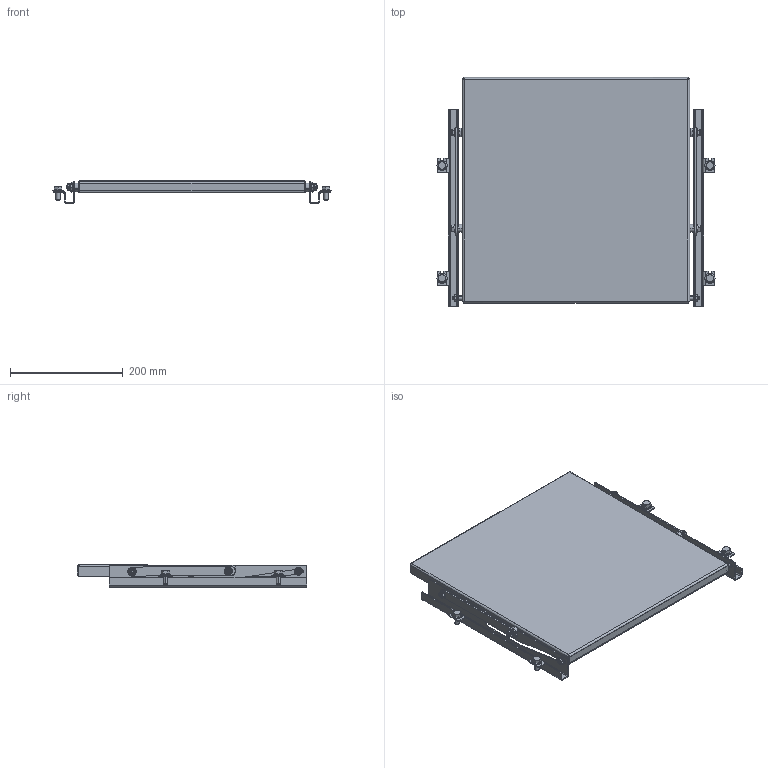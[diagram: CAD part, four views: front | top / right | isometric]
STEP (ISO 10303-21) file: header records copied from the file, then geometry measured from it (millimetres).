
FILE_DESCRIPTION (( 'STEP AP203' ), '1' );
FILE_NAME ('U0601000060 Ïîëêà äëÿ ïðèáîðîâ íà äâåðü LC2_RS52 00.60 (000.801.392).STEP', '2022-04-18T11:55:02', ( '' ), ( '' ), 'SwSTEP 2.0', 'SolidWorks 2017', '' );
FILE_SCHEMA (( 'CONFIG_CONTROL_DESIGN' ));
Length unit declared in the file: millimetre
Products named in the file (11): 025-256 砑鳧罻; 050-50 鎗鵻罻_00; 036-29 鎗鵻罻_00; 032-224-01 Øâåëëåð ïîëêè äëÿ ïðèáîðîâ íà äâåðü LC2_01 (00.60); hex flange bolt fine_din_DIN 6921 - M8x1 x 16 x 16-N; 050-50 鎗鵻罻_01; hex flange nut_din_Hexagon Flange Nut DIN 6923 - M6 - N; 068-011 Ïîëêà äëÿ ïðèáîðîâ LC2_600; 036-29 鎗鵻罻_01; U0601000060 Ïîëêà äëÿ ïðèáîðîâ íà äâåðü LC2_RS52 00.60 (000.801.392); 032-224 Øâåëëåð ïîëêè äëÿ ïðèáîðîâ íà äâåðü LC2_00 (00.60)
Assembly tree (25 placements, depth 2):
  U0601000060 Ïîëêà äëÿ ïðèáîðîâ íà äâåðü LC2_RS52 00.60 (000.801.392)
    068-011 Ïîëêà äëÿ ïðèáîðîâ LC2_600
    050-50 鎗鵻罻_00  x2
    032-224-01 Øâåëëåð ïîëêè äëÿ ïðèáîðîâ íà äâåðü LC2_01 (00.60)
    032-224 Øâåëëåð ïîëêè äëÿ ïðèáîðîâ íà äâåðü LC2_00 (00.60)
    025-256 砑鳧罻  x2
    050-50 鎗鵻罻_01  x2
    036-29 鎗鵻罻_00  x4
    hex flange nut_din_Hexagon Flange Nut DIN 6923 - M6 - N  x6
    036-29 鎗鵻罻_01  x2
    hex flange bolt fine_din_DIN 6921 - M8x1 x 16 x 16-N  x4
Bounding box: 493 x 406.01 x 39.98 mm (x, y, z)
Volume: 410991.3 mm3; surface area: 530772.9 mm2
Topology: 25 solids, 25 shells, 734 faces, 1700 edges, 1032 vertices
Faces by surface type: plane 290, cone 196, cylinder 160, bspline 68, torus 20
Entity records: 12761 total; most frequent: CARTESIAN_POINT 3207, DIRECTION 1654, ORIENTED_EDGE 1648, EDGE_CURVE 824, AXIS2_PLACEMENT_3D 601, VERTEX_POINT 500, VECTOR 452, LINE 452
